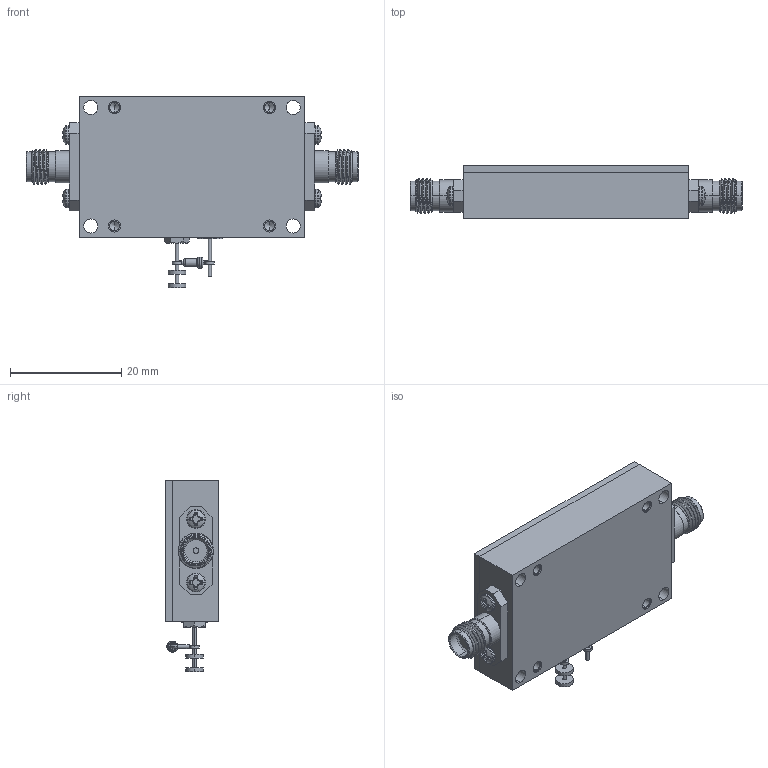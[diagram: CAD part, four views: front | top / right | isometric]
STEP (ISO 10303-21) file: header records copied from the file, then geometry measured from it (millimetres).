
FILE_DESCRIPTION (( 'STEP AP214' ), '1' );
FILE_NAME ('SLNA-180-30-32-SMA_3D.step', '2024-11-12T22:17:11', ( '' ), ( '' ), 'SwSTEP 2.0', 'SolidWorks 2022', '' );
FILE_SCHEMA (( 'AUTOMOTIVE_DESIGN' ));
Length unit declared in the file: inch
Products named in the file (1): SLNA-180-30-32-SMA_3D
Bounding box: 59.79 x 9.63 x 34.49 mm (x, y, z)
Volume: 10357.9 mm3; surface area: 4681.5 mm2
Topology: 1 solids, 9 shells, 1346 faces, 3530 edges, 2317 vertices
Faces by surface type: plane 656, bspline 341, cylinder 246, cone 67, torus 28, sphere 8
Entity records: 63494 total; most frequent: CARTESIAN_POINT 33007, ORIENTED_EDGE 7028, DIRECTION 5041, EDGE_CURVE 3514, VERTEX_POINT 2317, LINE 2015, VECTOR 2015, AXIS2_PLACEMENT_3D 1513
